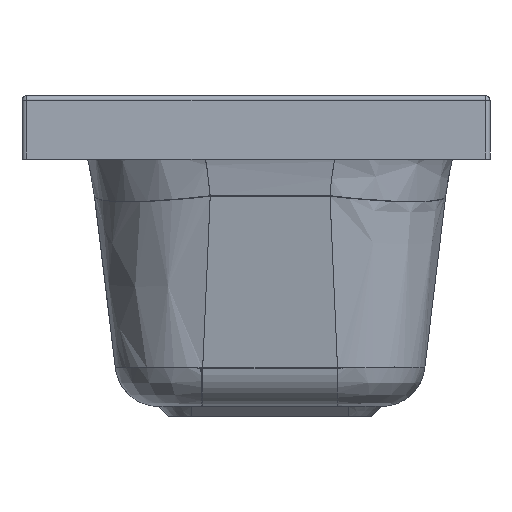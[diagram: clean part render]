
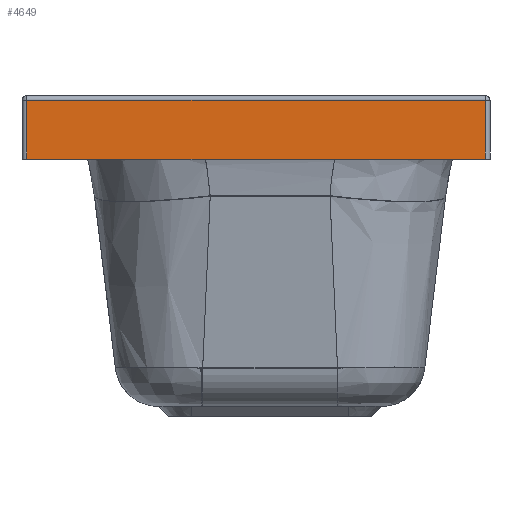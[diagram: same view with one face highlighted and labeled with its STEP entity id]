
A CAD part, front view. The second image highlights one B-rep face of the part: STEP entity #4649.
In plain terms, the highlighted face is planar.
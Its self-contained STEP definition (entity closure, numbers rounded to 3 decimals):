
#4610=CARTESIAN_POINT('',(-800.0,-350.0,0.0));
#4611=DIRECTION('',(1.0,0.0,0.0));
#4612=DIRECTION('',(0.0,0.0,-1.0));
#4613=AXIS2_PLACEMENT_3D('',#4610,#4611,#4612);
#4614=PLANE('',#4613);
#4615=CARTESIAN_POINT('',(-800.0,-343.,473.));
#4616=VERTEX_POINT('',#4615);
#4617=CARTESIAN_POINT('',(-800.0,343.,473.));
#4618=VERTEX_POINT('',#4617);
#4619=CARTESIAN_POINT('',(-800.0,-343.,473.));
#4620=DIRECTION('',(0.0,1.0,0.0));
#4621=VECTOR('',#4620,686.);
#4622=LINE('',#4619,#4621);
#4623=EDGE_CURVE('',#4616,#4618,#4622,.T.);
#4624=ORIENTED_EDGE('',*,*,#4623,.T.);
#4625=CARTESIAN_POINT('',(-800.0,343.,385.0));
#4626=VERTEX_POINT('',#4625);
#4627=CARTESIAN_POINT('',(-800.0,343.,385.0));
#4628=DIRECTION('',(0.0,0.0,1.0));
#4629=VECTOR('',#4628,88.);
#4630=LINE('',#4627,#4629);
#4631=EDGE_CURVE('',#4626,#4618,#4630,.T.);
#4632=ORIENTED_EDGE('',*,*,#4631,.F.);
#4633=CARTESIAN_POINT('',(-800.0,-343.,385.0));
#4634=VERTEX_POINT('',#4633);
#4635=CARTESIAN_POINT('',(-800.0,-343.,385.0));
#4636=DIRECTION('',(0.0,1.0,0.0));
#4637=VECTOR('',#4636,686.);
#4638=LINE('',#4635,#4637);
#4639=EDGE_CURVE('',#4634,#4626,#4638,.T.);
#4640=ORIENTED_EDGE('',*,*,#4639,.F.);
#4641=CARTESIAN_POINT('',(-800.0,-343.,385.0));
#4642=DIRECTION('',(0.0,0.0,1.0));
#4643=VECTOR('',#4642,88.);
#4644=LINE('',#4641,#4643);
#4645=EDGE_CURVE('',#4634,#4616,#4644,.T.);
#4646=ORIENTED_EDGE('',*,*,#4645,.T.);
#4647=EDGE_LOOP('',(#4624,#4632,#4640,#4646));
#4648=FACE_OUTER_BOUND('',#4647,.T.);
#4649=ADVANCED_FACE('',(#4648),#4614,.F.);
